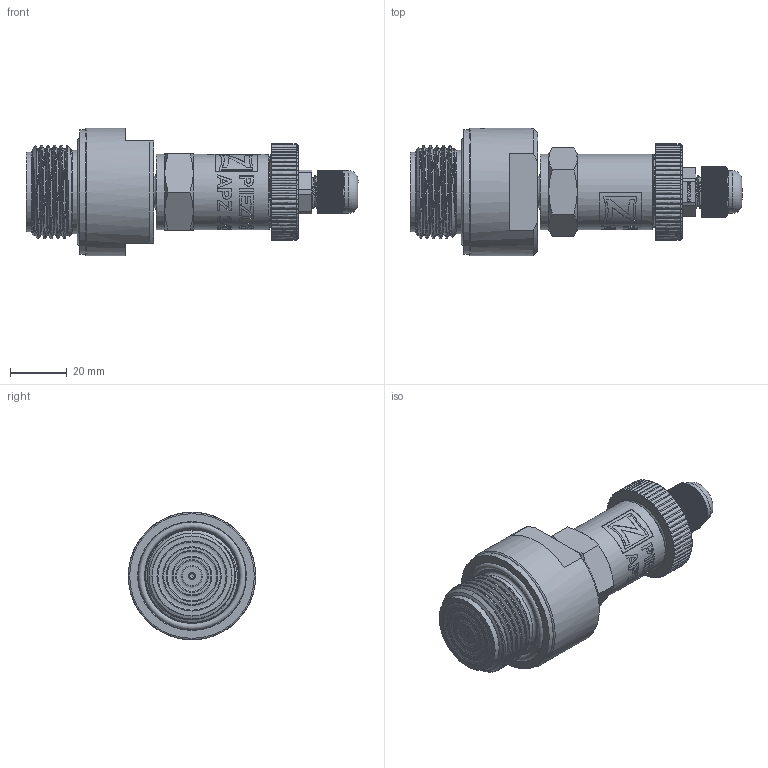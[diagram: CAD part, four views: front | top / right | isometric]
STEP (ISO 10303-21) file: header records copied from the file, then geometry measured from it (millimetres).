
FILE_DESCRIPTION(/* description */ (''),/* implementation_level */ '2;1');
FILE_NAME(/* name */ 'APZ3420m_G1DIN-flush_2.step',/* time_stamp */ '2021-07-06T15:13:05+03:00',/* author */ (''),/* organization */ (''),/* preprocessor_version */ 'ST-DEVELOPER v18.1',/* originating_system */ 'Autodesk Translation Framework v10.9.0.1377',/* authorisation */ '');
FILE_SCHEMA (('AUTOMOTIVE_DESIGN { 1 0 10303 214 3 1 1 }'));
Products named in the file (9): АПЗ 3420м заполненная; G 1/4 EN; OMAL nut M27x1.5; Ш100.000.001; M12x1.5 Cable gland; Cable gland; Rubber gasket; M12 Domed nut; G1DIN diaphragm 28 v7
Assembly tree (8 placements, depth 3):
  АПЗ 3420м заполненная
    G 1/4 EN
    OMAL nut M27x1.5
    Ш100.000.001
    M12x1.5 Cable gland
      Cable gland
      Rubber gasket
      M12 Domed nut
    G1DIN diaphragm 28 v7
Bounding box: 117.16 x 45 x 45 mm (x, y, z)
Volume: 86702.2 mm3; surface area: 27838.2 mm2
Topology: 9 solids, 9 shells, 2804 faces, 8181 edges, 5454 vertices
Faces by surface type: plane 1507, cylinder 799, bspline 443, cone 33, torus 21, sphere 1
Full cylindrical faces by diameter (mm): 1 x6, 2 x1, 3.3 x1, 4 x1, 5 x2, 5.1 x1, 7.5 x1, 8 x1, 9.5 x2, 9.976 x5, 10 x6, 10.376 x4, 10.526 x3, 11 x1, 11.445 x4, 11.6 x4, 12 x5, 12.203 x3, 12.6 x1, 13.157 x9, 15 x1, 17 x1, 21.4 x2, 22.3 x1, 22.4 x1, 24.5 x1, 25.132 x4, 25.526 x4, 26.5 x5, 27.208 x5
Entity records: 127331 total; most frequent: CARTESIAN_POINT 56516, ORIENTED_EDGE 16360, DIRECTION 12675, EDGE_CURVE 8180, VERTEX_POINT 5454, LINE 4359, VECTOR 4359, AXIS2_PLACEMENT_3D 4158
